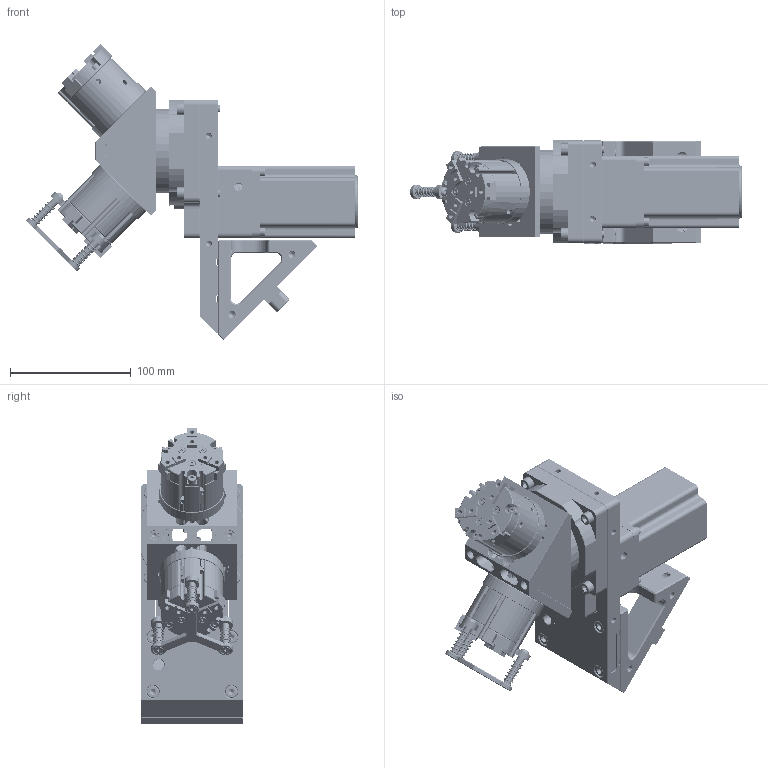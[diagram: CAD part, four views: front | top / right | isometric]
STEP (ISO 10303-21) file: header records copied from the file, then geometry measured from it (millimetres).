
FILE_DESCRIPTION (( 'STEP AP203' ), '1' );
FILE_NAME ('FY-BPT085-10&HFCY-D32-RT45.STEP', '2024-08-13T08:16:24', ( 'User' ), ( 'Microsoft' ), 'SwSTEP 2.0', 'SolidWorks 2015', '' );
FILE_SCHEMA (( 'CONFIG_CONTROL_DESIGN' ));
Length unit declared in the file: millimetre
Products named in the file (30): hexagon socket countersunk head screws gb_GB_FASTENER_SCREWS_HSCHS M4X8-N; _HFCY32_finger; FY-JGZ 125-1-SADLOGO; hexagon socket head cap screws gb_GB_FASTENER_SCREWS_HSHCS M4X40-N; FY46(SN)-SC-D32芢蹋粟銅; 本公司二维码-梵煜2; 上三角; HFCY-D32奻蹋; FY46(SN)-SMC-D32芢蹋啣; 陔遴LOGO齪郪磁; 蟀諉啣A; FY46(SN)-SMC-D32蟀諉啣; FY46(SN)-SMC-D32芢蹋嫉輸; SMC40夹爪安装三角法兰; 熬厒儂耀攜; hexagon socket button head screws gb_GB_SOCKET_TYPE7 M5X16-N; 芢蹋裝6X35; FY-BPT085-10&HFCY-D32-RT45; hexagon socket head cap screws gb_GB_FASTENER_SCREWS_HSHCS M4X10-N; HFCY-D32狟蹋; FY-BPTO85-10&HFCY-D32前盖; hexagon socket head cap screws gb_GB_FASTENER_SCREWS_HSHCS M4X35-N; hexagon socket head cap screws gb_GB_FASTENER_SCREWS_HSHCS M6X20-N; hexagon socket countersunk head screws gb_GB_FASTENER_SCREWS_HSCHS M3X8-N; _HFCY32_body-2; hexagon socket head cap screws gb_GB_FASTENER_SCREWS_HSHCS M6X30-N; hexagon socket button head screws gb_GB_SOCKET_TYPE7 M4X8-N; 棠俶羲壽4.0X15; SFDJ-400W-2
Assembly tree (73 placements, depth 3):
  FY-BPT085-10&HFCY-D32-RT45
    上三角
    蟀諉啣A
    熬厒儂耀攜
    hexagon socket head cap screws gb_GB_FASTENER_SCREWS_HSHCS M4X10-N  x4
    hexagon socket head cap screws gb_GB_FASTENER_SCREWS_HSHCS M6X20-N  x4
    hexagon socket head cap screws gb_GB_FASTENER_SCREWS_HSHCS M6X30-N  x4
    SFDJ-400W-2
    陔遴LOGO齪郪磁
      FY-JGZ 125-1-SADLOGO
      本公司二维码-梵煜2
    SMC40夹爪安装三角法兰
    FY-BPT085-10&HFCY-D32-RT45
    hexagon socket head cap screws gb_GB_FASTENER_SCREWS_HSHCS M4X35-N  x4
    HFCY-D32奻蹋
      _HFCY32_body-2
      棠俶羲壽4.0X15  x2
      _HFCY32_finger  x3
      FY46(SN)-SC-D32芢蹋粟銅  x3
      FY46(SN)-SMC-D32芢蹋啣
      FY46(SN)-SMC-D32芢蹋嫉輸  x3
      芢蹋裝6X35  x3
      FY-BPTO85-10&HFCY-D32前盖
      hexagon socket countersunk head screws gb_GB_FASTENER_SCREWS_HSCHS M3X8-N  x3
      hexagon socket button head screws gb_GB_SOCKET_TYPE7 M4X8-N  x3
      hexagon socket countersunk head screws gb_GB_FASTENER_SCREWS_HSCHS M4X8-N  x3
      hexagon socket head cap screws gb_GB_FASTENER_SCREWS_HSHCS M4X40-N  x3
    FY46(SN)-SMC-D32蟀諉啣  x2
    hexagon socket button head screws gb_GB_SOCKET_TYPE7 M5X16-N  x2
    HFCY-D32狟蹋
      _HFCY32_body-2
      棠俶羲壽4.0X15  x2
      _HFCY32_finger  x3
      FY-BPTO85-10&HFCY-D32前盖
      hexagon socket countersunk head screws gb_GB_FASTENER_SCREWS_HSCHS M3X8-N  x3
      hexagon socket head cap screws gb_GB_FASTENER_SCREWS_HSHCS M4X40-N  x3
Bounding box: 274.48 x 85 x 244.59 mm (x, y, z)
Volume: 1377833.5 mm3; surface area: 304286.1 mm2
Topology: 83 solids, 103 shells, 6586 faces, 16784 edges, 10688 vertices
Faces by surface type: plane 3238, bspline 1529, cylinder 921, cone 786, torus 102, sphere 10
Entity records: 223716 total; most frequent: CARTESIAN_POINT 107565, ORIENTED_EDGE 25244, DIRECTION 18846, EDGE_CURVE 12622, VERTEX_POINT 8178, VECTOR 8024, LINE 8024, EDGE_LOOP 5446
